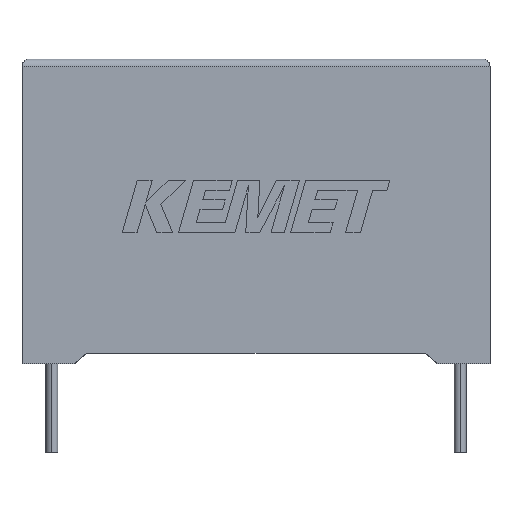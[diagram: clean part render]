
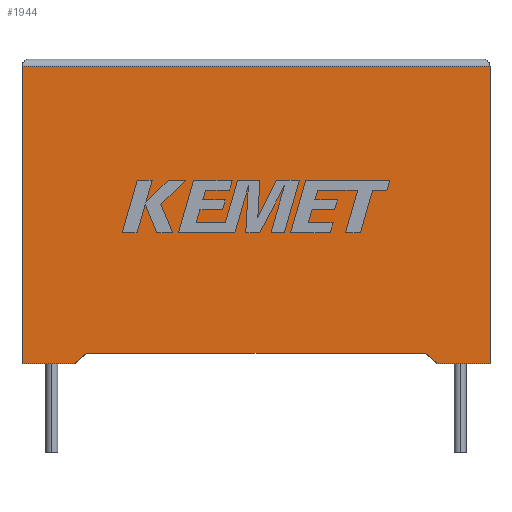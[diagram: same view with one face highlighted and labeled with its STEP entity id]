
A CAD part, top view. The second image highlights one B-rep face of the part: STEP entity #1944.
In plain terms, the highlighted planar face has unit normal (0, 0, 1).
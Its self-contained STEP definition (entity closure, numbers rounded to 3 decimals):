
#42 = CARTESIAN_POINT ( 'NONE',  ( 31.5, 0., 10.5 ) ) ;
#64 = VERTEX_POINT ( 'NONE', #172 ) ;
#80 = ORIENTED_EDGE ( 'NONE', *, *, #3043, .T. ) ;
#88 = DIRECTION ( 'NONE',  ( -0.778, -0.629, 0. ) ) ;
#166 = EDGE_CURVE ( 'NONE', #2575, #719, #1067, .T. ) ;
#172 = CARTESIAN_POINT ( 'NONE',  ( 4.375, 0.707, 10.5 ) ) ;
#209 = EDGE_CURVE ( 'NONE', #719, #950, #772, .T. ) ;
#371 = FACE_OUTER_BOUND ( 'NONE', #571, .T. ) ;
#373 = VECTOR ( 'NONE', #705, 1000. ) ;
#412 = VECTOR ( 'NONE', #2457, 1000. ) ;
#556 = CARTESIAN_POINT ( 'NONE',  ( 0., 20., 10.5 ) ) ;
#571 = EDGE_LOOP ( 'NONE', ( #2762, #1616, #80, #1001, #819, #2119, #636, #2530 ) ) ;
#584 = CARTESIAN_POINT ( 'NONE',  ( 0., 0., 10.5 ) ) ;
#596 = LINE ( 'NONE', #2939, #2299 ) ;
#636 = ORIENTED_EDGE ( 'NONE', *, *, #1648, .T. ) ;
#705 = DIRECTION ( 'NONE',  ( -1., 0., 0. ) ) ;
#719 = VERTEX_POINT ( 'NONE', #2657 ) ;
#772 = LINE ( 'NONE', #556, #412 ) ;
#819 = ORIENTED_EDGE ( 'NONE', *, *, #2696, .F. ) ;
#820 = CARTESIAN_POINT ( 'NONE',  ( 0., 0., 10.5 ) ) ;
#922 = LINE ( 'NONE', #584, #2543 ) ;
#925 = EDGE_CURVE ( 'NONE', #1725, #1743, #2908, .T. ) ;
#926 = CARTESIAN_POINT ( 'NONE',  ( 15.75, 0.707, 10.5 ) ) ;
#950 = VERTEX_POINT ( 'NONE', #1738 ) ;
#1001 = ORIENTED_EDGE ( 'NONE', *, *, #925, .T. ) ;
#1067 = LINE ( 'NONE', #1321, #1097 ) ;
#1097 = VECTOR ( 'NONE', #2272, 1000. ) ;
#1251 = VECTOR ( 'NONE', #2705, 1000. ) ;
#1321 = CARTESIAN_POINT ( 'NONE',  ( 31.5, 0., 10.5 ) ) ;
#1442 = LINE ( 'NONE', #926, #373 ) ;
#1539 = VERTEX_POINT ( 'NONE', #2531 ) ;
#1540 = DIRECTION ( 'NONE',  ( -1., 0., 0. ) ) ;
#1564 = LINE ( 'NONE', #2264, #1251 ) ;
#1613 = CARTESIAN_POINT ( 'NONE',  ( 0., 0., 10.5 ) ) ;
#1616 = ORIENTED_EDGE ( 'NONE', *, *, #209, .T. ) ;
#1648 = EDGE_CURVE ( 'NONE', #2962, #1539, #1564, .T. ) ;
#1656 = VECTOR ( 'NONE', #2926, 1000. ) ;
#1725 = VERTEX_POINT ( 'NONE', #1613 ) ;
#1738 = CARTESIAN_POINT ( 'NONE',  ( 0., 20., 10.5 ) ) ;
#1743 = VERTEX_POINT ( 'NONE', #2277 ) ;
#1783 = PLANE ( 'NONE',  #2604 ) ;
#1821 = DIRECTION ( 'NONE',  ( 0., -1., 0. ) ) ;
#1849 = EDGE_CURVE ( 'NONE', #2962, #64, #1442, .T. ) ;
#1931 = CARTESIAN_POINT ( 'NONE',  ( 0., 0., 10.5 ) ) ;
#1944 = ADVANCED_FACE ( 'NONE', ( #371 ), #1783, .F. ) ;
#1973 = DIRECTION ( 'NONE',  ( 1., 0., 0. ) ) ;
#2054 = VECTOR ( 'NONE', #1821, 1000. ) ;
#2119 = ORIENTED_EDGE ( 'NONE', *, *, #1849, .F. ) ;
#2130 = EDGE_CURVE ( 'NONE', #1539, #2575, #922, .T. ) ;
#2264 = CARTESIAN_POINT ( 'NONE',  ( 28., 0., 10.5 ) ) ;
#2272 = DIRECTION ( 'NONE',  ( 0., 1., 0. ) ) ;
#2277 = CARTESIAN_POINT ( 'NONE',  ( 3.5, 0., 10.5 ) ) ;
#2299 = VECTOR ( 'NONE', #88, 1000. ) ;
#2457 = DIRECTION ( 'NONE',  ( -1., 0., 0. ) ) ;
#2530 = ORIENTED_EDGE ( 'NONE', *, *, #2130, .T. ) ;
#2531 = CARTESIAN_POINT ( 'NONE',  ( 28., 0., 10.5 ) ) ;
#2539 = CARTESIAN_POINT ( 'NONE',  ( 0., 0., 10.5 ) ) ;
#2543 = VECTOR ( 'NONE', #1973, 1000. ) ;
#2575 = VERTEX_POINT ( 'NONE', #42 ) ;
#2604 = AXIS2_PLACEMENT_3D ( 'NONE', #820, #2725, #1540 ) ;
#2657 = CARTESIAN_POINT ( 'NONE',  ( 31.5, 20., 10.5 ) ) ;
#2696 = EDGE_CURVE ( 'NONE', #64, #1743, #596, .T. ) ;
#2705 = DIRECTION ( 'NONE',  ( 0.778, -0.629, 0. ) ) ;
#2717 = CARTESIAN_POINT ( 'NONE',  ( 27.125, 0.707, 10.5 ) ) ;
#2725 = DIRECTION ( 'NONE',  ( 0., 0., -1. ) ) ;
#2747 = LINE ( 'NONE', #2539, #2054 ) ;
#2762 = ORIENTED_EDGE ( 'NONE', *, *, #166, .T. ) ;
#2908 = LINE ( 'NONE', #1931, #1656 ) ;
#2926 = DIRECTION ( 'NONE',  ( 1., 0., 0. ) ) ;
#2939 = CARTESIAN_POINT ( 'NONE',  ( 3.5, 0., 10.5 ) ) ;
#2962 = VERTEX_POINT ( 'NONE', #2717 ) ;
#3043 = EDGE_CURVE ( 'NONE', #950, #1725, #2747, .T. ) ;
